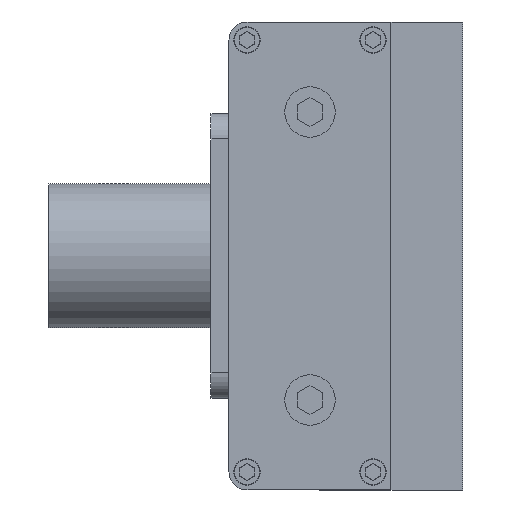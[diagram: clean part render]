
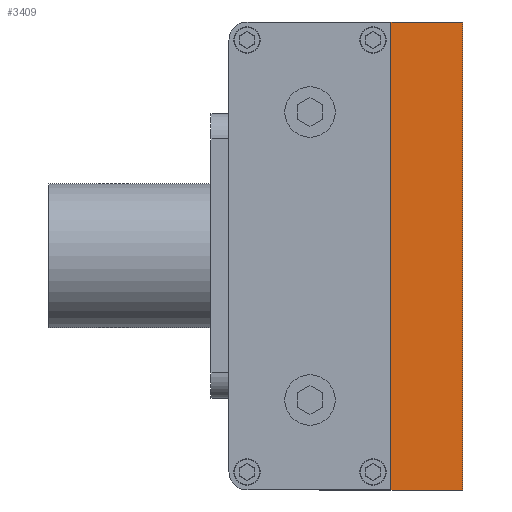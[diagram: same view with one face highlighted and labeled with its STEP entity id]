
A CAD part, left-side view. The second image highlights one B-rep face of the part: STEP entity #3409.
In plain terms, the highlighted planar face has unit normal (-1, 0, 0).
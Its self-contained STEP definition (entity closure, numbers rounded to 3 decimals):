
#50 = DIRECTION ( 'NONE',  ( 0., 0., -1. ) ) ;
#672 = LINE ( 'NONE', #3153, #11306 ) ;
#777 = CARTESIAN_POINT ( 'NONE',  ( -446., -20., 65. ) ) ;
#835 = EDGE_CURVE ( 'NONE', #9238, #6594, #5635, .T. ) ;
#847 = ORIENTED_EDGE ( 'NONE', *, *, #7067, .F. ) ;
#918 = VECTOR ( 'NONE', #7476, 1000. ) ;
#1258 = VERTEX_POINT ( 'NONE', #10139 ) ;
#1346 = CARTESIAN_POINT ( 'NONE',  ( -446., -20., 65. ) ) ;
#1693 = AXIS2_PLACEMENT_3D ( 'NONE', #10958, #4788, #8408 ) ;
#2588 = DIRECTION ( 'NONE',  ( 0., 1., 0. ) ) ;
#3153 = CARTESIAN_POINT ( 'NONE',  ( -446., -20., -65. ) ) ;
#3409 = ADVANCED_FACE ( 'NONE', ( #7263 ), #8354, .F. ) ;
#4026 = CARTESIAN_POINT ( 'NONE',  ( -446., -20., -65. ) ) ;
#4066 = CARTESIAN_POINT ( 'NONE',  ( -446., 0., 65. ) ) ;
#4291 = EDGE_CURVE ( 'NONE', #10107, #6594, #672, .T. ) ;
#4698 = CARTESIAN_POINT ( 'NONE',  ( -446., 0., 65. ) ) ;
#4788 = DIRECTION ( 'NONE',  ( 1., 0., 0. ) ) ;
#4849 = EDGE_CURVE ( 'NONE', #1258, #9238, #7027, .T. ) ;
#5087 = EDGE_LOOP ( 'NONE', ( #6058, #7739, #847, #8228 ) ) ;
#5582 = CARTESIAN_POINT ( 'NONE',  ( -446., 0., -65. ) ) ;
#5635 = LINE ( 'NONE', #4698, #8446 ) ;
#6058 = ORIENTED_EDGE ( 'NONE', *, *, #835, .T. ) ;
#6594 = VERTEX_POINT ( 'NONE', #5582 ) ;
#7027 = LINE ( 'NONE', #777, #10555 ) ;
#7067 = EDGE_CURVE ( 'NONE', #1258, #10107, #11216, .T. ) ;
#7263 = FACE_OUTER_BOUND ( 'NONE', #5087, .T. ) ;
#7476 = DIRECTION ( 'NONE',  ( 0., 0., -1. ) ) ;
#7739 = ORIENTED_EDGE ( 'NONE', *, *, #4291, .F. ) ;
#8228 = ORIENTED_EDGE ( 'NONE', *, *, #4849, .T. ) ;
#8354 = PLANE ( 'NONE',  #1693 ) ;
#8408 = DIRECTION ( 'NONE',  ( 0., 0., -1. ) ) ;
#8446 = VECTOR ( 'NONE', #50, 1000. ) ;
#9238 = VERTEX_POINT ( 'NONE', #4066 ) ;
#10107 = VERTEX_POINT ( 'NONE', #4026 ) ;
#10139 = CARTESIAN_POINT ( 'NONE',  ( -446., -20., 65. ) ) ;
#10390 = DIRECTION ( 'NONE',  ( 0., 1., 0. ) ) ;
#10555 = VECTOR ( 'NONE', #2588, 1000. ) ;
#10958 = CARTESIAN_POINT ( 'NONE',  ( -446., -20., 65. ) ) ;
#11216 = LINE ( 'NONE', #1346, #918 ) ;
#11306 = VECTOR ( 'NONE', #10390, 1000. ) ;
